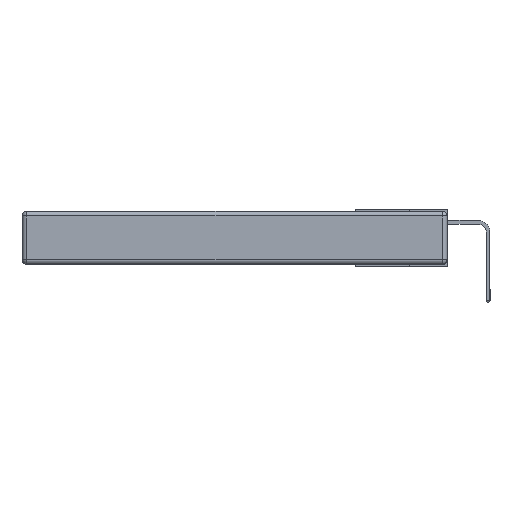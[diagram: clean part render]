
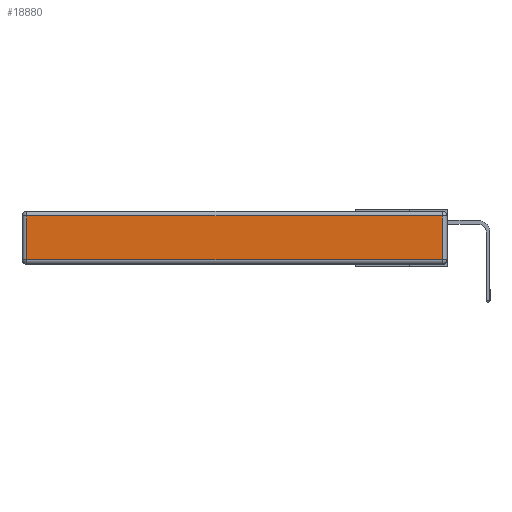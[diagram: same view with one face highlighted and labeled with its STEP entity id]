
A CAD part, left-side view. The second image highlights one B-rep face of the part: STEP entity #18880.
In plain terms, the highlighted planar face has unit normal (-1, 0, 0).
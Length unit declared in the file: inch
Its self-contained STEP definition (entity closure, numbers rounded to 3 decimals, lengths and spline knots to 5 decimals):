
#458 = VERTEX_POINT ( 'NONE', #10753 ) ;
#702 = VECTOR ( 'NONE', #1437, 39.37008 ) ;
#956 = VERTEX_POINT ( 'NONE', #19709 ) ;
#1187 = CARTESIAN_POINT ( 'NONE',  ( 0., 0.03, -0.03 ) ) ;
#1437 = DIRECTION ( 'NONE',  ( 0., -1., 0. ) ) ;
#3384 = EDGE_CURVE ( 'NONE', #9488, #15620, #13418, .T. ) ;
#4314 = DIRECTION ( 'NONE',  ( 0., 1., 0. ) ) ;
#4463 = DIRECTION ( 'NONE',  ( -1., 0., 0. ) ) ;
#5568 = DIRECTION ( 'NONE',  ( 0., 0., 1. ) ) ;
#5769 = CARTESIAN_POINT ( 'NONE',  ( 0., 0.03, -0.313 ) ) ;
#5885 = LINE ( 'NONE', #7823, #12275 ) ;
#6098 = DIRECTION ( 'NONE',  ( 0., 0., 1. ) ) ;
#7823 = CARTESIAN_POINT ( 'NONE',  ( 0., 2.72, -0.343 ) ) ;
#7853 = ORIENTED_EDGE ( 'NONE', *, *, #3384, .T. ) ;
#7959 = PLANE ( 'NONE',  #9216 ) ;
#8582 = FACE_OUTER_BOUND ( 'NONE', #13794, .T. ) ;
#8765 = ORIENTED_EDGE ( 'NONE', *, *, #20191, .T. ) ;
#9216 = AXIS2_PLACEMENT_3D ( 'NONE', #20388, #4463, #6098 ) ;
#9488 = VERTEX_POINT ( 'NONE', #5769 ) ;
#10753 = CARTESIAN_POINT ( 'NONE',  ( 0., 2.72, -0.03 ) ) ;
#11278 = ORIENTED_EDGE ( 'NONE', *, *, #13626, .T. ) ;
#11363 = CARTESIAN_POINT ( 'NONE',  ( 0., 2.75, -0.03 ) ) ;
#12275 = VECTOR ( 'NONE', #20246, 39.37008 ) ;
#13355 = VECTOR ( 'NONE', #4314, 39.37008 ) ;
#13418 = LINE ( 'NONE', #18442, #21449 ) ;
#13626 = EDGE_CURVE ( 'NONE', #956, #9488, #14099, .T. ) ;
#13794 = EDGE_LOOP ( 'NONE', ( #11278, #7853, #22150, #8765 ) ) ;
#14099 = LINE ( 'NONE', #14527, #702 ) ;
#14527 = CARTESIAN_POINT ( 'NONE',  ( 0., 0., -0.313 ) ) ;
#15620 = VERTEX_POINT ( 'NONE', #1187 ) ;
#18442 = CARTESIAN_POINT ( 'NONE',  ( 0., 0.03, -0.343 ) ) ;
#18880 = ADVANCED_FACE ( 'NONE', ( #8582 ), #7959, .T. ) ;
#19709 = CARTESIAN_POINT ( 'NONE',  ( 0., 2.72, -0.313 ) ) ;
#20191 = EDGE_CURVE ( 'NONE', #458, #956, #5885, .T. ) ;
#20246 = DIRECTION ( 'NONE',  ( 0., 0., -1. ) ) ;
#20388 = CARTESIAN_POINT ( 'NONE',  ( 0., 0., -0.343 ) ) ;
#21264 = EDGE_CURVE ( 'NONE', #15620, #458, #22779, .T. ) ;
#21449 = VECTOR ( 'NONE', #5568, 39.37008 ) ;
#22150 = ORIENTED_EDGE ( 'NONE', *, *, #21264, .T. ) ;
#22779 = LINE ( 'NONE', #11363, #13355 ) ;
